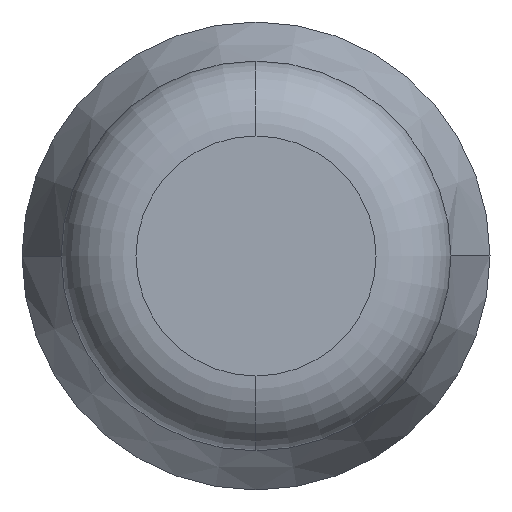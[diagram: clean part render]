
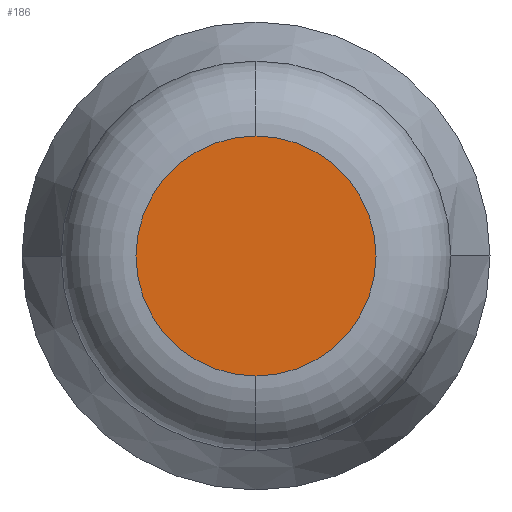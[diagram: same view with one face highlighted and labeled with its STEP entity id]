
A CAD part, front view. The second image highlights one B-rep face of the part: STEP entity #186.
In plain terms, the highlighted planar face has unit normal (0, -1, 0).
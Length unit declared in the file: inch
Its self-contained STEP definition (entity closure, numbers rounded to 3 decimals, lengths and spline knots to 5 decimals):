
#28 = PLANE ( 'NONE',  #376 ) ;
#39 = CARTESIAN_POINT ( 'NONE',  ( 0., 0., 0.0481 ) ) ;
#65 = AXIS2_PLACEMENT_3D ( 'NONE', #287, #100, #200 ) ;
#74 = CIRCLE ( 'NONE', #78, 0.0481 ) ;
#78 = AXIS2_PLACEMENT_3D ( 'NONE', #317, #164, #297 ) ;
#79 = EDGE_CURVE ( 'NONE', #387, #141, #190, .T. ) ;
#81 = ORIENTED_EDGE ( 'NONE', *, *, #289, .T. ) ;
#100 = DIRECTION ( 'NONE',  ( 0., -1., 0. ) ) ;
#114 = EDGE_LOOP ( 'NONE', ( #351, #81 ) ) ;
#141 = VERTEX_POINT ( 'NONE', #39 ) ;
#164 = DIRECTION ( 'NONE',  ( 0., -1., 0. ) ) ;
#186 = ADVANCED_FACE ( 'NONE', ( #318 ), #28, .T. ) ;
#190 = CIRCLE ( 'NONE', #65, 0.0481 ) ;
#200 = DIRECTION ( 'NONE',  ( 0., 0., -1. ) ) ;
#210 = DIRECTION ( 'NONE',  ( 0., -1., 0. ) ) ;
#287 = CARTESIAN_POINT ( 'NONE',  ( 0., 0., 0. ) ) ;
#289 = EDGE_CURVE ( 'NONE', #141, #387, #74, .T. ) ;
#297 = DIRECTION ( 'NONE',  ( 0., 0., -1. ) ) ;
#317 = CARTESIAN_POINT ( 'NONE',  ( 0., 0., 0. ) ) ;
#318 = FACE_OUTER_BOUND ( 'NONE', #114, .T. ) ;
#332 = CARTESIAN_POINT ( 'NONE',  ( 0., 0., 0. ) ) ;
#350 = CARTESIAN_POINT ( 'NONE',  ( 0., 0., -0.0481 ) ) ;
#351 = ORIENTED_EDGE ( 'NONE', *, *, #79, .T. ) ;
#358 = DIRECTION ( 'NONE',  ( 0., 0., -1. ) ) ;
#376 = AXIS2_PLACEMENT_3D ( 'NONE', #332, #210, #358 ) ;
#387 = VERTEX_POINT ( 'NONE', #350 ) ;
